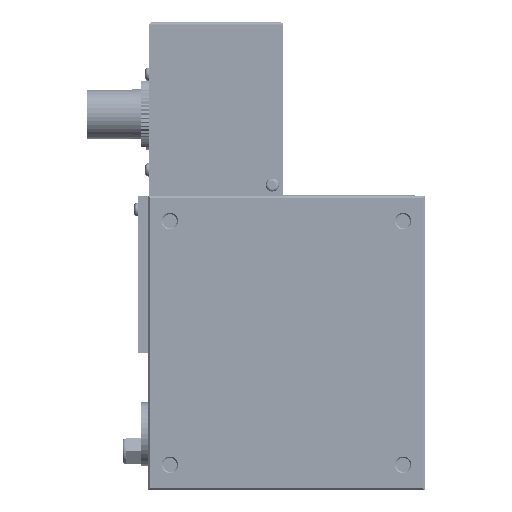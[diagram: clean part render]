
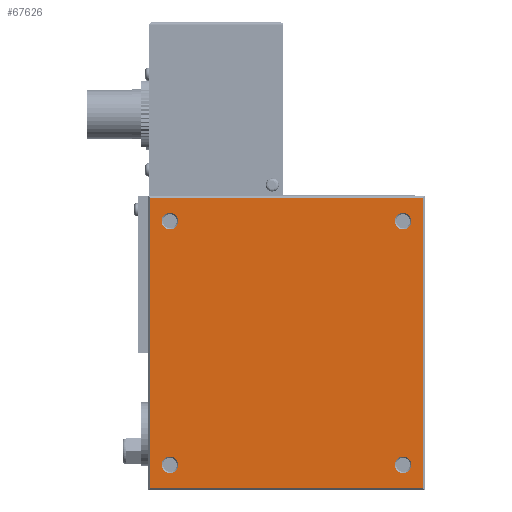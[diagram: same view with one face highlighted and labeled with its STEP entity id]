
A CAD part, left-side view. The second image highlights one B-rep face of the part: STEP entity #67626.
In plain terms, the highlighted planar face has unit normal (-1, 0, 0).
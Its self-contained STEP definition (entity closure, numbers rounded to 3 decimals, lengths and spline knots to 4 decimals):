
#2467=FACE_BOUND('',#10178,.T.);
#2468=FACE_BOUND('',#10179,.T.);
#2469=FACE_BOUND('',#10180,.T.);
#2470=FACE_BOUND('',#10181,.T.);
#4219=CIRCLE('',#72168,0.187);
#4220=CIRCLE('',#72169,0.187);
#4221=CIRCLE('',#72170,0.187);
#4222=CIRCLE('',#72171,0.187);
#6027=FACE_OUTER_BOUND('',#10177,.T.);
#10177=EDGE_LOOP('',(#43231,#43232,#43233,#43234));
#10178=EDGE_LOOP('',(#43235));
#10179=EDGE_LOOP('',(#43236));
#10180=EDGE_LOOP('',(#43237));
#10181=EDGE_LOOP('',(#43238));
#16075=LINE('',#95517,#22132);
#16079=LINE('',#95526,#22136);
#16082=LINE('',#95530,#22139);
#16084=LINE('',#95533,#22141);
#22132=VECTOR('',#77930,6.1811);
#22136=VECTOR('',#77936,6.1811);
#22139=VECTOR('',#77941,6.5748);
#22141=VECTOR('',#77945,6.5748);
#28189=VERTEX_POINT('',#95514);
#28190=VERTEX_POINT('',#95516);
#28193=VERTEX_POINT('',#95523);
#28194=VERTEX_POINT('',#95525);
#28198=VERTEX_POINT('',#95545);
#28199=VERTEX_POINT('',#95547);
#28200=VERTEX_POINT('',#95549);
#28201=VERTEX_POINT('',#95551);
#34401=EDGE_CURVE('',#28189,#28190,#16075,.T.);
#34405=EDGE_CURVE('',#28193,#28194,#16079,.T.);
#34408=EDGE_CURVE('',#28190,#28193,#16082,.T.);
#34410=EDGE_CURVE('',#28194,#28189,#16084,.T.);
#34416=EDGE_CURVE('',#28198,#28198,#4219,.T.);
#34417=EDGE_CURVE('',#28199,#28199,#4220,.T.);
#34418=EDGE_CURVE('',#28200,#28200,#4221,.T.);
#34419=EDGE_CURVE('',#28201,#28201,#4222,.T.);
#43231=ORIENTED_EDGE('',*,*,#34405,.F.);
#43232=ORIENTED_EDGE('',*,*,#34408,.F.);
#43233=ORIENTED_EDGE('',*,*,#34401,.F.);
#43234=ORIENTED_EDGE('',*,*,#34410,.F.);
#43235=ORIENTED_EDGE('',*,*,#34416,.T.);
#43236=ORIENTED_EDGE('',*,*,#34417,.T.);
#43237=ORIENTED_EDGE('',*,*,#34418,.T.);
#43238=ORIENTED_EDGE('',*,*,#34419,.T.);
#60829=PLANE('',#72167);
#67626=ADVANCED_FACE('',(#6027,#2467,#2468,#2469,#2470),#60829,.F.);
#72167=AXIS2_PLACEMENT_3D('',#95544,#77955,#77956);
#72168=AXIS2_PLACEMENT_3D('',#95546,#77957,#77958);
#72169=AXIS2_PLACEMENT_3D('',#95548,#77959,#77960);
#72170=AXIS2_PLACEMENT_3D('',#95550,#77961,#77962);
#72171=AXIS2_PLACEMENT_3D('',#95552,#77963,#77964);
#77930=DIRECTION('',(0.,1.,0.));
#77936=DIRECTION('',(0.,-1.,0.));
#77941=DIRECTION('',(0.,0.,1.));
#77945=DIRECTION('',(0.,0.,-1.));
#77955=DIRECTION('center_axis',(1.,0.,0.));
#77956=DIRECTION('ref_axis',(0.,0.,1.));
#77957=DIRECTION('center_axis',(1.,0.,0.));
#77958=DIRECTION('ref_axis',(0.,-1.,0.));
#77959=DIRECTION('center_axis',(1.,0.,0.));
#77960=DIRECTION('ref_axis',(0.,-1.,0.));
#77961=DIRECTION('center_axis',(1.,0.,0.));
#77962=DIRECTION('ref_axis',(0.,-1.,0.));
#77963=DIRECTION('center_axis',(1.,0.,0.));
#77964=DIRECTION('ref_axis',(0.,-1.,0.));
#95514=CARTESIAN_POINT('',(-22.8699,28.4393,0.0394));
#95516=CARTESIAN_POINT('',(-22.8699,34.6204,0.0394));
#95517=CARTESIAN_POINT('',(-22.8699,33.0948,0.0394));
#95523=CARTESIAN_POINT('',(-22.8699,34.6204,6.6142));
#95525=CARTESIAN_POINT('',(-22.8699,28.4393,6.6142));
#95526=CARTESIAN_POINT('',(-22.8699,29.9649,6.6142));
#95530=CARTESIAN_POINT('',(-22.8699,34.6204,4.9902));
#95533=CARTESIAN_POINT('',(-22.8699,28.4393,1.6634));
#95544=CARTESIAN_POINT('Origin',(-22.8699,31.5298,3.3268));
#95545=CARTESIAN_POINT('',(-22.8699,28.705,0.5709));
#95546=CARTESIAN_POINT('Origin',(-22.8699,28.892,0.5709));
#95547=CARTESIAN_POINT('',(-22.8699,28.705,6.0827));
#95548=CARTESIAN_POINT('Origin',(-22.8699,28.892,6.0827));
#95549=CARTESIAN_POINT('',(-22.8699,33.9806,6.0827));
#95550=CARTESIAN_POINT('Origin',(-22.8699,34.1676,6.0827));
#95551=CARTESIAN_POINT('',(-22.8699,33.9806,0.5709));
#95552=CARTESIAN_POINT('Origin',(-22.8699,34.1676,0.5709));
